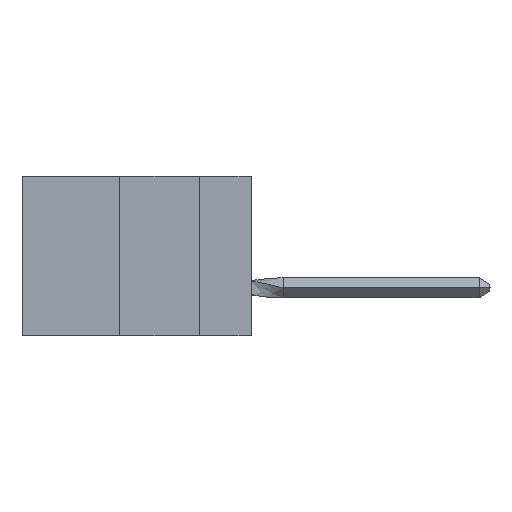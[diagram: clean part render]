
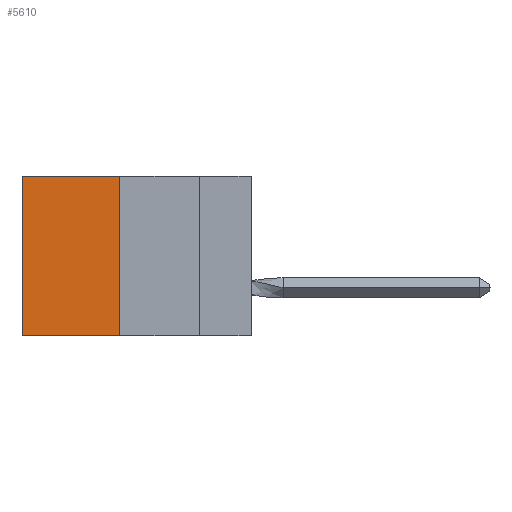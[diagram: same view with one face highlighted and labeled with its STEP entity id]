
A CAD part, left-side view. The second image highlights one B-rep face of the part: STEP entity #5610.
In plain terms, the highlighted planar face has unit normal (-1, 0, 0).
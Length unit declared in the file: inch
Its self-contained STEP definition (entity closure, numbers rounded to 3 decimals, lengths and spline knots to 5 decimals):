
#407 = CARTESIAN_POINT ( 'NONE',  ( 0.305, 0.72, -0.5 ) ) ;
#1142 = LINE ( 'NONE', #5551, #9857 ) ;
#1765 = LINE ( 'NONE', #2004, #7710 ) ;
#1877 = EDGE_CURVE ( 'NONE', #10387, #6795, #4739, .T. ) ;
#1891 = DIRECTION ( 'NONE',  ( 0., 1., 0. ) ) ;
#2004 = CARTESIAN_POINT ( 'NONE',  ( 0.305, 0.413, -0.5 ) ) ;
#2938 = DIRECTION ( 'NONE',  ( 0., 0., -1. ) ) ;
#3303 = EDGE_CURVE ( 'NONE', #13058, #9545, #1142, .T. ) ;
#3423 = EDGE_LOOP ( 'NONE', ( #9130, #7699, #10188, #8847 ) ) ;
#4739 = LINE ( 'NONE', #5954, #12859 ) ;
#4807 = VECTOR ( 'NONE', #8504, 39.37008 ) ;
#4884 = CARTESIAN_POINT ( 'NONE',  ( 0.305, 0.413, -0.5 ) ) ;
#5551 = CARTESIAN_POINT ( 'NONE',  ( 0.305, 0.72, -0.5 ) ) ;
#5610 = ADVANCED_FACE ( 'NONE', ( #13390 ), #10175, .F. ) ;
#5954 = CARTESIAN_POINT ( 'NONE',  ( 0.305, 0.413, -0.5 ) ) ;
#6371 = DIRECTION ( 'NONE',  ( 1., 0., 0. ) ) ;
#6795 = VERTEX_POINT ( 'NONE', #15150 ) ;
#7523 = CARTESIAN_POINT ( 'NONE',  ( 0.305, 0.413, 0. ) ) ;
#7699 = ORIENTED_EDGE ( 'NONE', *, *, #10319, .F. ) ;
#7710 = VECTOR ( 'NONE', #1891, 39.37008 ) ;
#7984 = DIRECTION ( 'NONE',  ( 0., 0., -1. ) ) ;
#8322 = EDGE_CURVE ( 'NONE', #10387, #13058, #10993, .T. ) ;
#8504 = DIRECTION ( 'NONE',  ( 0., 1., 0. ) ) ;
#8847 = ORIENTED_EDGE ( 'NONE', *, *, #8322, .T. ) ;
#9130 = ORIENTED_EDGE ( 'NONE', *, *, #3303, .T. ) ;
#9545 = VERTEX_POINT ( 'NONE', #407 ) ;
#9857 = VECTOR ( 'NONE', #2938, 39.37008 ) ;
#9970 = CARTESIAN_POINT ( 'NONE',  ( 0.305, 0.72, 0. ) ) ;
#10175 = PLANE ( 'NONE',  #11417 ) ;
#10188 = ORIENTED_EDGE ( 'NONE', *, *, #1877, .F. ) ;
#10319 = EDGE_CURVE ( 'NONE', #6795, #9545, #1765, .T. ) ;
#10387 = VERTEX_POINT ( 'NONE', #7523 ) ;
#10993 = LINE ( 'NONE', #13682, #4807 ) ;
#11417 = AXIS2_PLACEMENT_3D ( 'NONE', #4884, #6371, #7984 ) ;
#12859 = VECTOR ( 'NONE', #16680, 39.37008 ) ;
#13058 = VERTEX_POINT ( 'NONE', #9970 ) ;
#13390 = FACE_OUTER_BOUND ( 'NONE', #3423, .T. ) ;
#13682 = CARTESIAN_POINT ( 'NONE',  ( 0.305, 0.413, 0. ) ) ;
#15150 = CARTESIAN_POINT ( 'NONE',  ( 0.305, 0.413, -0.5 ) ) ;
#16680 = DIRECTION ( 'NONE',  ( 0., 0., -1. ) ) ;
